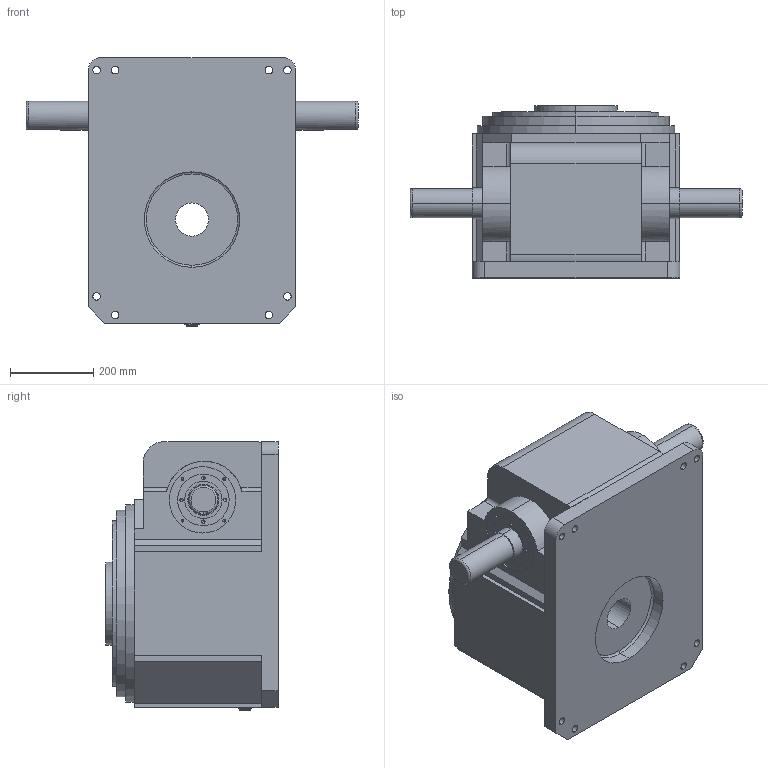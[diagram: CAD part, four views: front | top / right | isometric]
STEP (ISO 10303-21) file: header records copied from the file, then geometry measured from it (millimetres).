
FILE_DESCRIPTION (( 'STEP AP203' ), '1' );
FILE_NAME ('DT250外型圖-2.STEP', '2025-06-10T11:45:44', ( '' ), ( '' ), 'SwSTEP 2.0', 'SolidWorks 2018', '' );
FILE_SCHEMA (( 'CONFIG_CONTROL_DESIGN' ));
Length unit declared in the file: millimetre
Products named in the file (1): DT250外型圖-2
Bounding box: 800 x 415 x 647 mm (x, y, z)
Volume: 104258057.5 mm3; surface area: 1715576.6 mm2
Topology: 1 solids, 1 shells, 566 faces, 1372 edges, 835 vertices
Faces by surface type: plane 227, cylinder 226, cone 88, torus 25
Entity records: 16336 total; most frequent: CARTESIAN_POINT 2985, DIRECTION 2918, ORIENTED_EDGE 2576, EDGE_CURVE 1288, AXIS2_PLACEMENT_3D 1075, VERTEX_POINT 835, VECTOR 768, LINE 768
